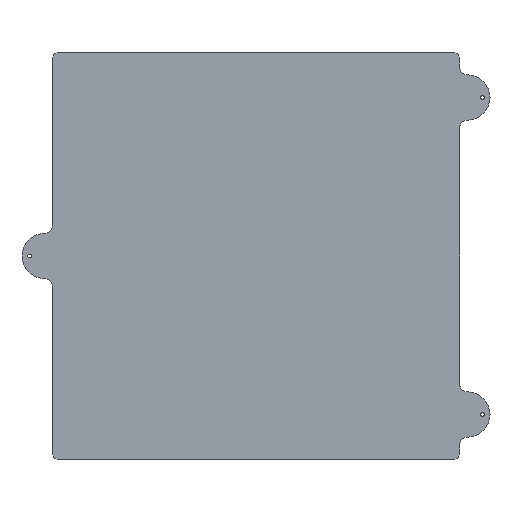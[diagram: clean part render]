
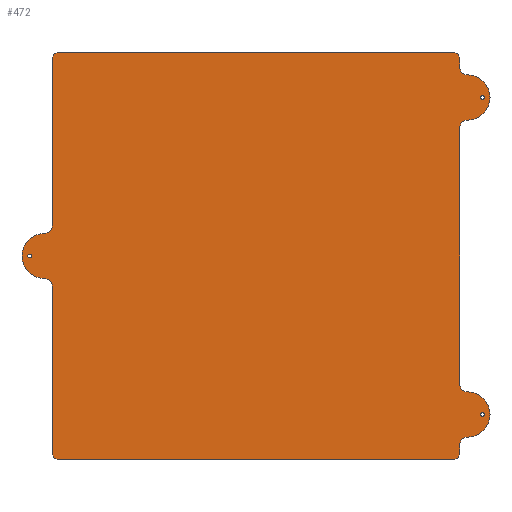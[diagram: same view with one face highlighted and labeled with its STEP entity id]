
A CAD part, front view. The second image highlights one B-rep face of the part: STEP entity #472.
In plain terms, the highlighted planar face has unit normal (0, -1, 0).
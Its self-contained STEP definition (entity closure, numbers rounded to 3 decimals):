
#18=FACE_BOUND('',#70,.T.);
#19=FACE_BOUND('',#71,.T.);
#20=FACE_BOUND('',#72,.T.);
#25=PLANE('',#534);
#41=FACE_OUTER_BOUND('',#69,.T.);
#69=EDGE_LOOP('',(#370,#371,#372,#373,#374,#375,#376,#377,#378,#379,#380,
#381,#382,#383,#384,#385,#386,#387,#388,#389));
#70=EDGE_LOOP('',(#390));
#71=EDGE_LOOP('',(#391));
#72=EDGE_LOOP('',(#392));
#90=LINE('',#725,#127);
#99=LINE('',#758,#136);
#102=LINE('',#769,#139);
#110=LINE('',#810,#147);
#111=LINE('',#813,#148);
#112=LINE('',#818,#149);
#113=LINE('',#821,#150);
#127=VECTOR('',#571,10.);
#136=VECTOR('',#600,10.);
#139=VECTOR('',#611,10.);
#147=VECTOR('',#655,10.);
#148=VECTOR('',#658,10.);
#149=VECTOR('',#663,10.);
#150=VECTOR('',#666,10.);
#161=CIRCLE('',#502,5.);
#163=CIRCLE('',#506,5.);
#165=CIRCLE('',#509,5.);
#167=CIRCLE('',#512,5.);
#169=CIRCLE('',#516,5.);
#171=CIRCLE('',#520,5.);
#182=CIRCLE('',#533,15.);
#183=CIRCLE('',#535,5.);
#184=CIRCLE('',#536,5.);
#185=CIRCLE('',#537,15.);
#186=CIRCLE('',#538,5.);
#187=CIRCLE('',#539,5.);
#188=CIRCLE('',#540,15.);
#189=CIRCLE('',#541,1.265);
#190=CIRCLE('',#542,1.265);
#191=CIRCLE('',#543,1.265);
#194=VERTEX_POINT('',#715);
#195=VERTEX_POINT('',#717);
#197=VERTEX_POINT('',#723);
#200=VERTEX_POINT('',#730);
#201=VERTEX_POINT('',#732);
#204=VERTEX_POINT('',#739);
#205=VERTEX_POINT('',#741);
#208=VERTEX_POINT('',#748);
#209=VERTEX_POINT('',#750);
#211=VERTEX_POINT('',#756);
#214=VERTEX_POINT('',#763);
#215=VERTEX_POINT('',#765);
#218=VERTEX_POINT('',#775);
#219=VERTEX_POINT('',#777);
#229=VERTEX_POINT('',#807);
#230=VERTEX_POINT('',#809);
#231=VERTEX_POINT('',#811);
#232=VERTEX_POINT('',#815);
#233=VERTEX_POINT('',#817);
#234=VERTEX_POINT('',#819);
#235=VERTEX_POINT('',#823);
#236=VERTEX_POINT('',#825);
#237=VERTEX_POINT('',#827);
#240=EDGE_CURVE('',#194,#195,#161,.T.);
#244=EDGE_CURVE('',#197,#194,#90,.T.);
#247=EDGE_CURVE('',#200,#201,#163,.T.);
#251=EDGE_CURVE('',#204,#205,#165,.T.);
#255=EDGE_CURVE('',#208,#209,#167,.T.);
#259=EDGE_CURVE('',#211,#208,#99,.T.);
#262=EDGE_CURVE('',#214,#215,#169,.T.);
#264=EDGE_CURVE('',#205,#214,#102,.T.);
#268=EDGE_CURVE('',#218,#219,#171,.T.);
#284=EDGE_CURVE('',#209,#204,#182,.T.);
#285=EDGE_CURVE('',#229,#211,#183,.T.);
#286=EDGE_CURVE('',#230,#229,#110,.T.);
#287=EDGE_CURVE('',#231,#230,#184,.T.);
#288=EDGE_CURVE('',#201,#231,#111,.T.);
#289=EDGE_CURVE('',#195,#200,#185,.T.);
#290=EDGE_CURVE('',#232,#197,#186,.T.);
#291=EDGE_CURVE('',#233,#232,#112,.T.);
#292=EDGE_CURVE('',#234,#233,#187,.T.);
#293=EDGE_CURVE('',#219,#234,#113,.T.);
#294=EDGE_CURVE('',#215,#218,#188,.T.);
#295=EDGE_CURVE('',#235,#235,#189,.T.);
#296=EDGE_CURVE('',#236,#236,#190,.T.);
#297=EDGE_CURVE('',#237,#237,#191,.T.);
#370=ORIENTED_EDGE('',*,*,#284,.F.);
#371=ORIENTED_EDGE('',*,*,#255,.F.);
#372=ORIENTED_EDGE('',*,*,#259,.F.);
#373=ORIENTED_EDGE('',*,*,#285,.F.);
#374=ORIENTED_EDGE('',*,*,#286,.F.);
#375=ORIENTED_EDGE('',*,*,#287,.F.);
#376=ORIENTED_EDGE('',*,*,#288,.F.);
#377=ORIENTED_EDGE('',*,*,#247,.F.);
#378=ORIENTED_EDGE('',*,*,#289,.F.);
#379=ORIENTED_EDGE('',*,*,#240,.F.);
#380=ORIENTED_EDGE('',*,*,#244,.F.);
#381=ORIENTED_EDGE('',*,*,#290,.F.);
#382=ORIENTED_EDGE('',*,*,#291,.F.);
#383=ORIENTED_EDGE('',*,*,#292,.F.);
#384=ORIENTED_EDGE('',*,*,#293,.F.);
#385=ORIENTED_EDGE('',*,*,#268,.F.);
#386=ORIENTED_EDGE('',*,*,#294,.F.);
#387=ORIENTED_EDGE('',*,*,#262,.F.);
#388=ORIENTED_EDGE('',*,*,#264,.F.);
#389=ORIENTED_EDGE('',*,*,#251,.F.);
#390=ORIENTED_EDGE('',*,*,#295,.T.);
#391=ORIENTED_EDGE('',*,*,#296,.T.);
#392=ORIENTED_EDGE('',*,*,#297,.T.);
#472=ADVANCED_FACE('',(#41,#18,#19,#20),#25,.T.);
#502=AXIS2_PLACEMENT_3D('',#718,#564,#565);
#506=AXIS2_PLACEMENT_3D('',#733,#577,#578);
#509=AXIS2_PLACEMENT_3D('',#742,#585,#586);
#512=AXIS2_PLACEMENT_3D('',#751,#593,#594);
#516=AXIS2_PLACEMENT_3D('',#766,#606,#607);
#520=AXIS2_PLACEMENT_3D('',#778,#618,#619);
#533=AXIS2_PLACEMENT_3D('',#805,#649,#650);
#534=AXIS2_PLACEMENT_3D('',#806,#651,#652);
#535=AXIS2_PLACEMENT_3D('',#808,#653,#654);
#536=AXIS2_PLACEMENT_3D('',#812,#656,#657);
#537=AXIS2_PLACEMENT_3D('',#814,#659,#660);
#538=AXIS2_PLACEMENT_3D('',#816,#661,#662);
#539=AXIS2_PLACEMENT_3D('',#820,#664,#665);
#540=AXIS2_PLACEMENT_3D('',#822,#667,#668);
#541=AXIS2_PLACEMENT_3D('',#824,#669,#670);
#542=AXIS2_PLACEMENT_3D('',#826,#671,#672);
#543=AXIS2_PLACEMENT_3D('',#828,#673,#674);
#564=DIRECTION('center_axis',(0.,-1.,0.));
#565=DIRECTION('ref_axis',(0.707,0.,0.707));
#571=DIRECTION('',(0.,0.,1.));
#577=DIRECTION('center_axis',(0.,-1.,0.));
#578=DIRECTION('ref_axis',(0.707,0.,-0.707));
#585=DIRECTION('center_axis',(0.,-1.,0.));
#586=DIRECTION('ref_axis',(-0.707,0.,0.707));
#593=DIRECTION('center_axis',(0.,-1.,0.));
#594=DIRECTION('ref_axis',(-0.707,0.,-0.707));
#600=DIRECTION('',(0.,0.,-1.));
#606=DIRECTION('center_axis',(0.,-1.,0.));
#607=DIRECTION('ref_axis',(-0.707,0.,-0.707));
#611=DIRECTION('',(0.,0.,-1.));
#618=DIRECTION('center_axis',(0.,-1.,0.));
#619=DIRECTION('ref_axis',(-0.707,0.,0.707));
#649=DIRECTION('center_axis',(0.,1.,0.));
#650=DIRECTION('ref_axis',(0.707,0.,-0.707));
#651=DIRECTION('center_axis',(0.,-1.,0.));
#652=DIRECTION('ref_axis',(0.,0.,-1.));
#653=DIRECTION('center_axis',(0.,1.,0.));
#654=DIRECTION('ref_axis',(0.,0.,1.));
#655=DIRECTION('',(1.,0.,0.));
#656=DIRECTION('center_axis',(0.,1.,0.));
#657=DIRECTION('ref_axis',(-1.,0.,0.));
#658=DIRECTION('',(0.,0.,1.));
#659=DIRECTION('center_axis',(0.,1.,0.));
#660=DIRECTION('ref_axis',(-0.707,0.,0.707));
#661=DIRECTION('center_axis',(0.,1.,0.));
#662=DIRECTION('ref_axis',(0.,0.,-1.));
#663=DIRECTION('',(-1.,0.,0.));
#664=DIRECTION('center_axis',(0.,1.,0.));
#665=DIRECTION('ref_axis',(1.,0.,0.));
#666=DIRECTION('',(0.,0.,-1.));
#667=DIRECTION('center_axis',(0.,1.,0.));
#668=DIRECTION('ref_axis',(0.707,0.,-0.707));
#669=DIRECTION('center_axis',(0.,1.,0.));
#670=DIRECTION('ref_axis',(0.,0.,1.));
#671=DIRECTION('center_axis',(0.,1.,0.));
#672=DIRECTION('ref_axis',(0.,0.,1.));
#673=DIRECTION('center_axis',(0.,1.,0.));
#674=DIRECTION('ref_axis',(0.,0.,1.));
#715=CARTESIAN_POINT('',(-135.,-8.,-20.));
#717=CARTESIAN_POINT('',(-140.,-8.,-15.));
#718=CARTESIAN_POINT('Origin',(-140.,-8.,-20.));
#723=CARTESIAN_POINT('',(-135.,-8.,-130.));
#725=CARTESIAN_POINT('',(-135.,-8.,-7.5));
#730=CARTESIAN_POINT('',(-140.,-8.,15.));
#732=CARTESIAN_POINT('',(-135.,-8.,20.));
#733=CARTESIAN_POINT('Origin',(-140.,-8.,20.));
#739=CARTESIAN_POINT('',(140.,-8.,90.));
#741=CARTESIAN_POINT('',(135.,-8.,85.));
#742=CARTESIAN_POINT('Origin',(140.,-8.,85.));
#748=CARTESIAN_POINT('',(135.,-8.,125.));
#750=CARTESIAN_POINT('',(140.,-8.,120.));
#751=CARTESIAN_POINT('Origin',(140.,-8.,125.));
#756=CARTESIAN_POINT('',(135.,-8.,130.));
#758=CARTESIAN_POINT('',(135.,-8.,60.));
#763=CARTESIAN_POINT('',(135.,-8.,-85.));
#765=CARTESIAN_POINT('',(140.,-8.,-90.));
#766=CARTESIAN_POINT('Origin',(140.,-8.,-85.));
#769=CARTESIAN_POINT('',(135.,-8.,-45.));
#775=CARTESIAN_POINT('',(140.,-8.,-120.));
#777=CARTESIAN_POINT('',(135.,-8.,-125.));
#778=CARTESIAN_POINT('Origin',(140.,-8.,-125.));
#805=CARTESIAN_POINT('Origin',(140.,-8.,105.));
#806=CARTESIAN_POINT('Origin',(0.,-8.,0.));
#807=CARTESIAN_POINT('',(130.,-8.,135.));
#808=CARTESIAN_POINT('Origin',(130.,-8.,130.));
#809=CARTESIAN_POINT('',(-130.,-8.,135.));
#810=CARTESIAN_POINT('',(65.,-8.,135.));
#811=CARTESIAN_POINT('',(-135.,-8.,130.));
#812=CARTESIAN_POINT('Origin',(-130.,-8.,130.));
#813=CARTESIAN_POINT('',(-135.,-8.,65.));
#814=CARTESIAN_POINT('Origin',(-140.,-8.,0.));
#815=CARTESIAN_POINT('',(-130.,-8.,-135.));
#816=CARTESIAN_POINT('Origin',(-130.,-8.,-130.));
#817=CARTESIAN_POINT('',(130.,-8.,-135.));
#818=CARTESIAN_POINT('',(-65.,-8.,-135.));
#819=CARTESIAN_POINT('',(135.,-8.,-130.));
#820=CARTESIAN_POINT('Origin',(130.,-8.,-130.));
#821=CARTESIAN_POINT('',(135.,-8.,-65.));
#822=CARTESIAN_POINT('Origin',(140.,-8.,-105.));
#823=CARTESIAN_POINT('',(150.,-8.,-106.265));
#824=CARTESIAN_POINT('Origin',(150.,-8.,-105.));
#825=CARTESIAN_POINT('',(-150.,-8.,-1.265));
#826=CARTESIAN_POINT('Origin',(-150.,-8.,0.));
#827=CARTESIAN_POINT('',(150.,-8.,103.736));
#828=CARTESIAN_POINT('Origin',(150.,-8.,105.));
